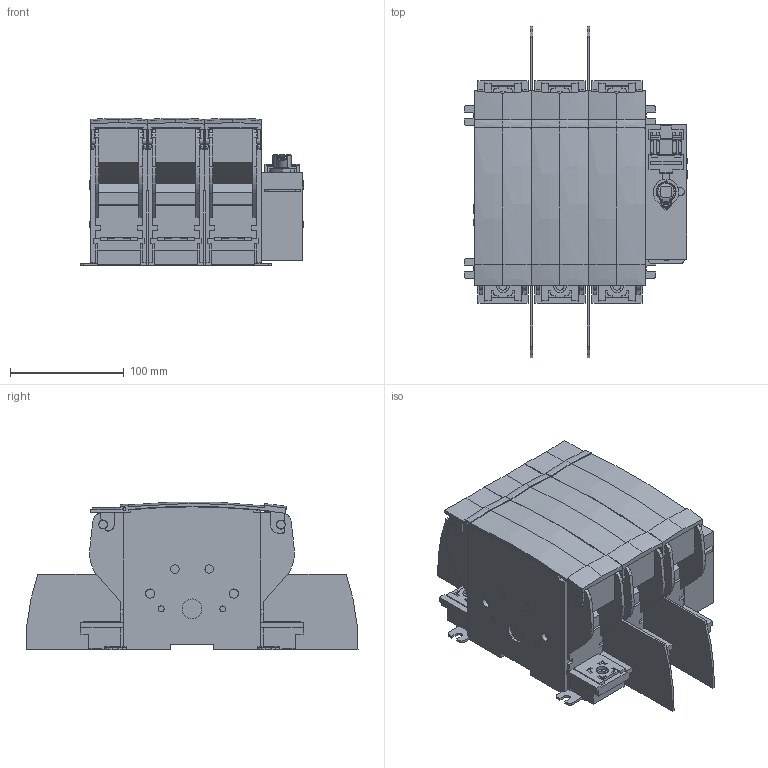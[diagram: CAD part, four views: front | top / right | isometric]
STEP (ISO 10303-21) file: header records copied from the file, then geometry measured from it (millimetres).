
FILE_DESCRIPTION (( 'STEP AP214' ), '1' );
FILE_NAME ('38613020.step', '2016-05-09T12:25:49', ( '' ), ( '' ), 'SwSTEP 2.0', 'SolidWorks 2015', '' );
FILE_SCHEMA (( 'AUTOMOTIVE_DESIGN' ));
Length unit declared in the file: inch
Products named in the file (1): 38613020
Bounding box: 196.2 x 291.23 x 129.77 mm (x, y, z)
Volume: 3036676.5 mm3; surface area: 418898.5 mm2
Topology: 16 solids, 18 shells, 1706 faces, 4656 edges, 3088 vertices
Faces by surface type: plane 1163, cylinder 416, bspline 60, cone 37, torus 30
Entity records: 57214 total; most frequent: CARTESIAN_POINT 14097, ORIENTED_EDGE 9312, DIRECTION 8306, EDGE_CURVE 4656, LINE 3432, VECTOR 3432, VERTEX_POINT 3088, AXIS2_PLACEMENT_3D 2437
